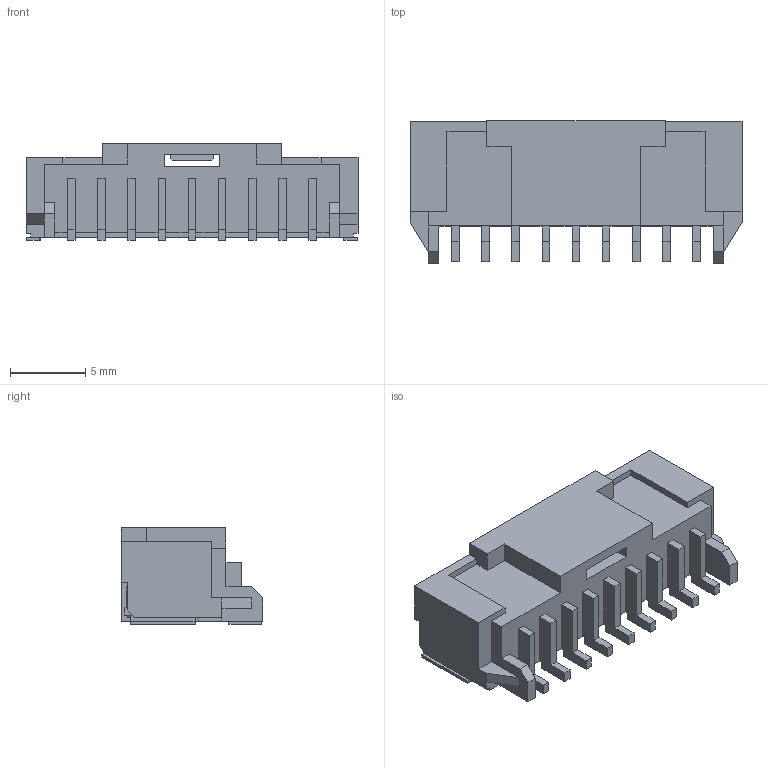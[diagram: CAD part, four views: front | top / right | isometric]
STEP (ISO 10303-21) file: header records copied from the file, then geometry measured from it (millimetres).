
FILE_DESCRIPTION((''),'2;1');
FILE_NAME('5023520900','2017-05-30T',('ksrinivasara'),(''),'PRO/ENGINEER BY PARAMETRIC TECHNOLOGY CORPORATION, 2012310','PRO/ENGINEER BY PARAMETRIC TECHNOLOGY CORPORATION, 2012310','');
FILE_SCHEMA(('CONFIG_CONTROL_DESIGN'));
Length unit declared in the file: millimetre
Products named in the file (1): 5023520900
Bounding box: 22 x 9.4 x 6.4 mm (x, y, z)
Volume: 443.8 mm3; surface area: 1218.9 mm2
Topology: 1 solids, 1 shells, 380 faces, 1095 edges, 722 vertices
Faces by surface type: plane 372, cylinder 8
Entity records: 12129 total; most frequent: CARTESIAN_POINT 2154, ORIENTED_EDGE 2102, DIRECTION 1873, VECTOR 1079, LINE 1079, EDGE_CURVE 1051, VERTEX_POINT 678, AXIS2_PLACEMENT_3D 397
